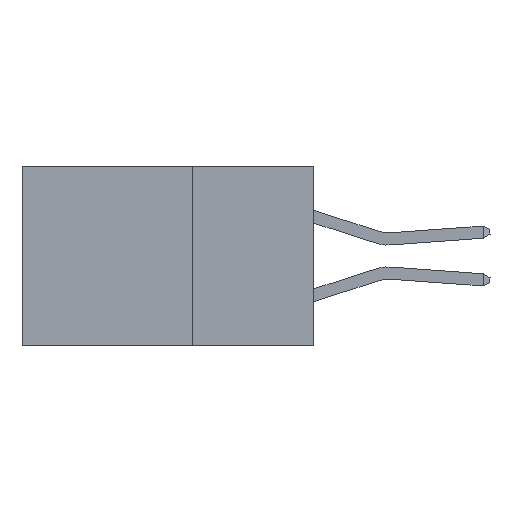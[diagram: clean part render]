
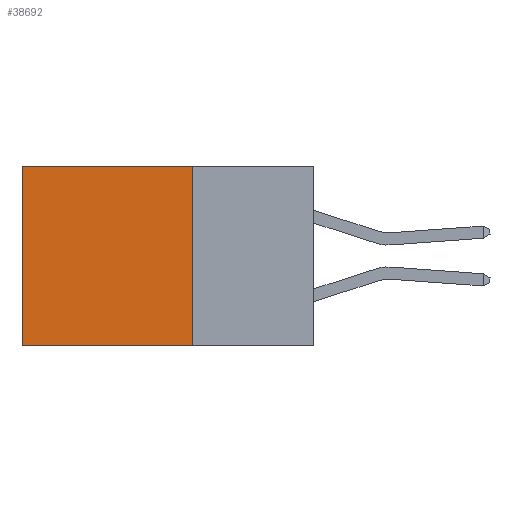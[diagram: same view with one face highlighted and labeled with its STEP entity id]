
A CAD part, left-side view. The second image highlights one B-rep face of the part: STEP entity #38692.
In plain terms, the highlighted planar face has unit normal (-1, 0, 0).
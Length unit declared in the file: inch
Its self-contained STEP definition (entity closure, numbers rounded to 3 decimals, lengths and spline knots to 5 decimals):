
#682 = CARTESIAN_POINT ( 'NONE',  ( 0.2875, 0.6, 0. ) ) ;
#1352 = VERTEX_POINT ( 'NONE', #29366 ) ;
#2011 = LINE ( 'NONE', #41109, #5023 ) ;
#3214 = VECTOR ( 'NONE', #29650, 39.37008 ) ;
#3248 = DIRECTION ( 'NONE',  ( 0., 0., -1. ) ) ;
#5023 = VECTOR ( 'NONE', #22092, 39.37008 ) ;
#5103 = EDGE_CURVE ( 'NONE', #38945, #1352, #2011, .T. ) ;
#6218 = VECTOR ( 'NONE', #18514, 39.37008 ) ;
#6390 = VECTOR ( 'NONE', #3248, 39.37008 ) ;
#9415 = DIRECTION ( 'NONE',  ( 1., 0., 0. ) ) ;
#9897 = FACE_OUTER_BOUND ( 'NONE', #24437, .T. ) ;
#10958 = ORIENTED_EDGE ( 'NONE', *, *, #18085, .T. ) ;
#11085 = EDGE_CURVE ( 'NONE', #26416, #38945, #14888, .T. ) ;
#12772 = PLANE ( 'NONE',  #16372 ) ;
#13192 = LINE ( 'NONE', #682, #3214 ) ;
#14888 = LINE ( 'NONE', #25962, #6390 ) ;
#15371 = CARTESIAN_POINT ( 'NONE',  ( 0.2875, 0.25, 0. ) ) ;
#15577 = ORIENTED_EDGE ( 'NONE', *, *, #5103, .F. ) ;
#16372 = AXIS2_PLACEMENT_3D ( 'NONE', #31963, #9415, #29009 ) ;
#18085 = EDGE_CURVE ( 'NONE', #26416, #40251, #30767, .T. ) ;
#18371 = EDGE_CURVE ( 'NONE', #40251, #1352, #13192, .T. ) ;
#18514 = DIRECTION ( 'NONE',  ( 0., 1., 0. ) ) ;
#22092 = DIRECTION ( 'NONE',  ( 0., 1., 0. ) ) ;
#24437 = EDGE_LOOP ( 'NONE', ( #30054, #15577, #40591, #10958 ) ) ;
#25962 = CARTESIAN_POINT ( 'NONE',  ( 0.2875, 0.25, 0. ) ) ;
#26416 = VERTEX_POINT ( 'NONE', #15371 ) ;
#29009 = DIRECTION ( 'NONE',  ( 0., 0., -1. ) ) ;
#29366 = CARTESIAN_POINT ( 'NONE',  ( 0.2875, 0.6, -0.37 ) ) ;
#29650 = DIRECTION ( 'NONE',  ( 0., 0., -1. ) ) ;
#30054 = ORIENTED_EDGE ( 'NONE', *, *, #18371, .T. ) ;
#30561 = CARTESIAN_POINT ( 'NONE',  ( 0.2875, 0.6, 0. ) ) ;
#30767 = LINE ( 'NONE', #41329, #6218 ) ;
#31963 = CARTESIAN_POINT ( 'NONE',  ( 0.2875, 0.25, 0. ) ) ;
#35588 = CARTESIAN_POINT ( 'NONE',  ( 0.2875, 0.25, -0.37 ) ) ;
#38692 = ADVANCED_FACE ( 'NONE', ( #9897 ), #12772, .F. ) ;
#38945 = VERTEX_POINT ( 'NONE', #35588 ) ;
#40251 = VERTEX_POINT ( 'NONE', #30561 ) ;
#40591 = ORIENTED_EDGE ( 'NONE', *, *, #11085, .F. ) ;
#41109 = CARTESIAN_POINT ( 'NONE',  ( 0.2875, 0.25, -0.37 ) ) ;
#41329 = CARTESIAN_POINT ( 'NONE',  ( 0.2875, 0.25, 0. ) ) ;
